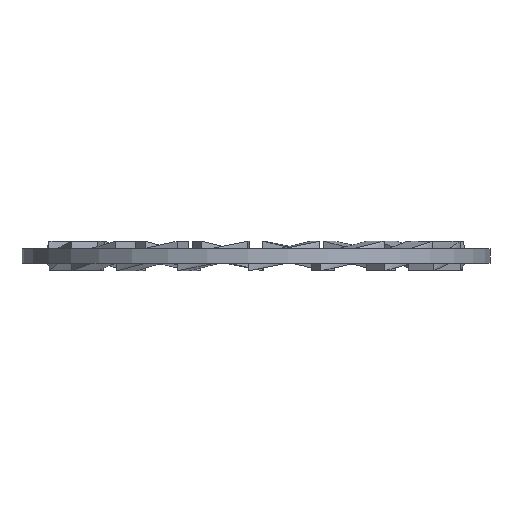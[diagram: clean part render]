
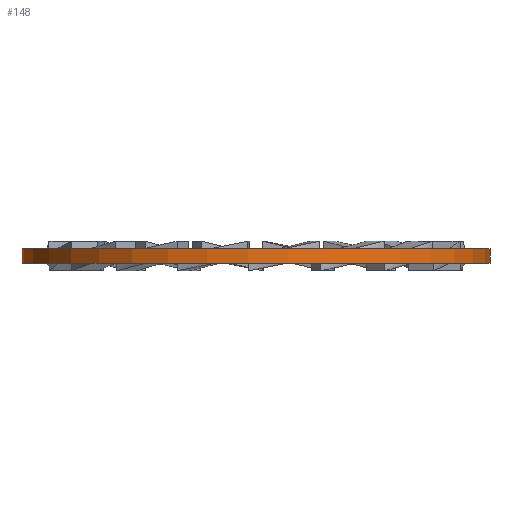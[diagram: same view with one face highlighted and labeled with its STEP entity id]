
A CAD part, front view. The second image highlights one B-rep face of the part: STEP entity #148.
In plain terms, the highlighted cylindrical face has radius 7.9 mm (diameter 15.8 mm), a partial arc.
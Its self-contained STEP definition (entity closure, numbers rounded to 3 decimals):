
#70=CARTESIAN_POINT('',(-7.895,0.285,14.95));
#71=VERTEX_POINT('',#70);
#72=CARTESIAN_POINT('',(-7.895,0.285,14.45));
#73=VERTEX_POINT('',#72);
#74=CARTESIAN_POINT('',(-7.895,0.285,14.95));
#75=DIRECTION('',(0.0,0.0,-1.0));
#76=VECTOR('',#75,0.5);
#77=LINE('',#74,#76);
#78=EDGE_CURVE('',#71,#73,#77,.T.);
#89=CARTESIAN_POINT('',(7.895,-0.285,14.95));
#90=VERTEX_POINT('',#89);
#98=CARTESIAN_POINT('',(7.895,-0.285,14.45));
#99=VERTEX_POINT('',#98);
#100=CARTESIAN_POINT('',(7.895,-0.285,14.95));
#101=DIRECTION('',(0.0,0.0,-1.0));
#102=VECTOR('',#101,0.5);
#103=LINE('',#100,#102);
#104=EDGE_CURVE('',#90,#99,#103,.T.);
#125=CARTESIAN_POINT('',(0.,0.,14.2));
#126=DIRECTION('',(0.,0.,1.0));
#127=DIRECTION('',(-0.999,0.036,0.));
#128=AXIS2_PLACEMENT_3D('',#125,#126,#127);
#129=CYLINDRICAL_SURFACE('',#128,7.9);
#130=ORIENTED_EDGE('',*,*,#78,.T.);
#131=CARTESIAN_POINT('',(0.,0.,14.45));
#132=DIRECTION('',(0.,0.,1.0));
#133=DIRECTION('',(-0.999,0.036,0.));
#134=AXIS2_PLACEMENT_3D('',#131,#132,#133);
#135=CIRCLE('',#134,7.9);
#136=EDGE_CURVE('',#73,#99,#135,.T.);
#137=ORIENTED_EDGE('',*,*,#136,.T.);
#138=ORIENTED_EDGE('',*,*,#104,.F.);
#139=CARTESIAN_POINT('',(0.,0.,14.95));
#140=DIRECTION('',(0.,0.,-1.0));
#141=DIRECTION('',(-0.999,0.036,0.));
#142=AXIS2_PLACEMENT_3D('',#139,#140,#141);
#143=CIRCLE('',#142,7.9);
#144=EDGE_CURVE('',#90,#71,#143,.T.);
#145=ORIENTED_EDGE('',*,*,#144,.T.);
#146=EDGE_LOOP('',(#130,#137,#138,#145));
#147=FACE_OUTER_BOUND('',#146,.T.);
#148=ADVANCED_FACE('',(#147),#129,.T.);
